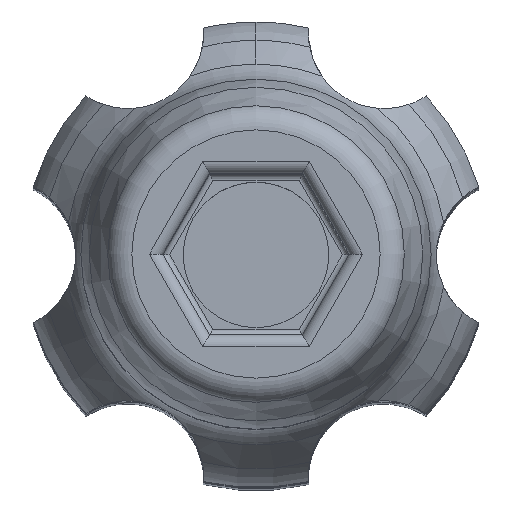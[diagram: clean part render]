
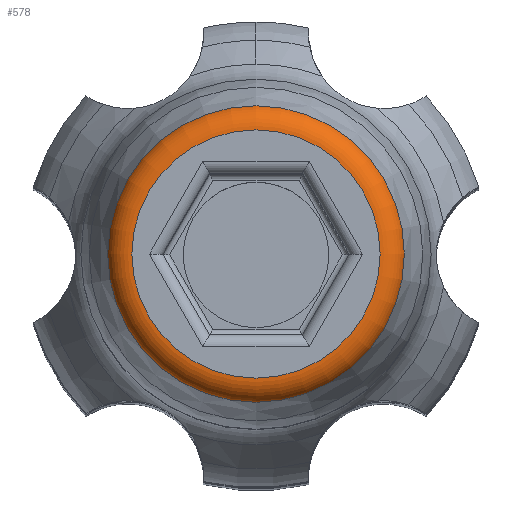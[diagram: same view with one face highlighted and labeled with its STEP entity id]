
A CAD part, top view. The second image highlights one B-rep face of the part: STEP entity #578.
In plain terms, the highlighted toroidal (fillet/blend) face has major radius 5.332 mm and minor radius 1.085 mm.
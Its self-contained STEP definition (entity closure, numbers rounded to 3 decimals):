
#373 = EDGE_CURVE('',#374,#374,#376,.T.);
#374 = VERTEX_POINT('',#375);
#375 = CARTESIAN_POINT('',(0.,5.332,100.));
#376 = CIRCLE('',#377,5.332);
#377 = AXIS2_PLACEMENT_3D('',#378,#379,#380);
#378 = CARTESIAN_POINT('',(0.,0.,100.));
#379 = DIRECTION('',(0.,0.,-1.));
#380 = DIRECTION('',(0.,1.,0.));
#578 = ADVANCED_FACE('',(#579),#599,.T.);
#579 = FACE_BOUND('',#580,.F.);
#580 = EDGE_LOOP('',(#581,#590,#597,#598));
#581 = ORIENTED_EDGE('',*,*,#582,.T.);
#582 = EDGE_CURVE('',#583,#583,#585,.T.);
#583 = VERTEX_POINT('',#584);
#584 = CARTESIAN_POINT('',(0.,6.37,99.233));
#585 = CIRCLE('',#586,6.37);
#586 = AXIS2_PLACEMENT_3D('',#587,#588,#589);
#587 = CARTESIAN_POINT('',(0.,0.,99.233));
#588 = DIRECTION('',(0.,0.,-1.));
#589 = DIRECTION('',(0.,1.,0.));
#590 = ORIENTED_EDGE('',*,*,#591,.T.);
#591 = EDGE_CURVE('',#583,#374,#592,.T.);
#592 = CIRCLE('',#593,1.085);
#593 = AXIS2_PLACEMENT_3D('',#594,#595,#596);
#594 = CARTESIAN_POINT('',(0.,5.332,98.915));
#595 = DIRECTION('',(1.,0.,0.));
#596 = DIRECTION('',(0.,1.,0.));
#597 = ORIENTED_EDGE('',*,*,#373,.F.);
#598 = ORIENTED_EDGE('',*,*,#591,.F.);
#599 = TOROIDAL_SURFACE('',#600,5.332,1.085);
#600 = AXIS2_PLACEMENT_3D('',#601,#602,#603);
#601 = CARTESIAN_POINT('',(0.,0.,98.915));
#602 = DIRECTION('',(0.,0.,1.));
#603 = DIRECTION('',(0.,1.,0.));
